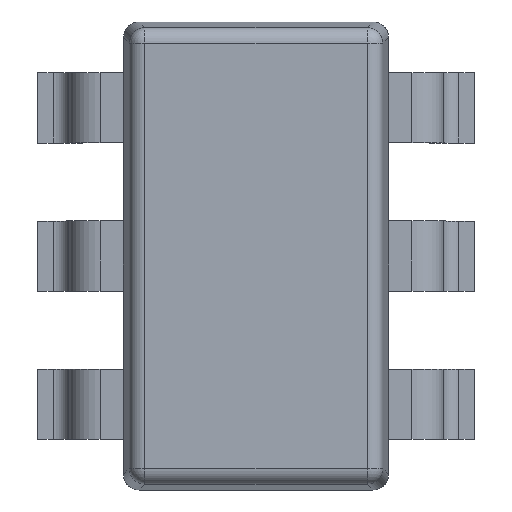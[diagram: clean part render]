
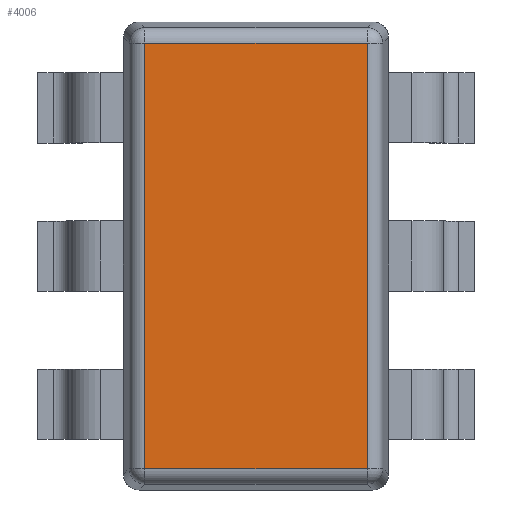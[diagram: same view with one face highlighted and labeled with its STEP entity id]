
A CAD part, top view. The second image highlights one B-rep face of the part: STEP entity #4006.
In plain terms, the highlighted planar face has unit normal (0, 0, 1).
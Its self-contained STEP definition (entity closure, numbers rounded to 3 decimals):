
#3215 = CYLINDRICAL_SURFACE('',#3216,0.1);
#3216 = AXIS2_PLACEMENT_3D('',#3217,#3218,#3219);
#3217 = CARTESIAN_POINT('',(0.137,0.047,0.9));
#3218 = DIRECTION('',(0.,1.,0.));
#3219 = DIRECTION('',(-0.995,0.,0.105));
#3336 = CYLINDRICAL_SURFACE('',#3337,0.1);
#3337 = AXIS2_PLACEMENT_3D('',#3338,#3339,#3340);
#3338 = CARTESIAN_POINT('',(0.047,0.137,0.9));
#3339 = DIRECTION('',(1.,0.,0.));
#3340 = DIRECTION('',(0.,-0.995,0.105));
#3457 = CYLINDRICAL_SURFACE('',#3458,0.1);
#3458 = AXIS2_PLACEMENT_3D('',#3459,#3460,#3461);
#3459 = CARTESIAN_POINT('',(0.047,2.863,0.9));
#3460 = DIRECTION('',(1.,0.,0.));
#3461 = DIRECTION('',(0.,0.995,0.105));
#3533 = CYLINDRICAL_SURFACE('',#3534,0.1);
#3534 = AXIS2_PLACEMENT_3D('',#3535,#3536,#3537);
#3535 = CARTESIAN_POINT('',(1.563,0.047,0.9));
#3536 = DIRECTION('',(0.,1.,0.));
#3537 = DIRECTION('',(0.995,0.,0.105));
#3641 = VERTEX_POINT('',#3642);
#3642 = CARTESIAN_POINT('',(0.137,0.137,1.));
#3670 = EDGE_CURVE('',#3641,#3671,#3673,.T.);
#3671 = VERTEX_POINT('',#3672);
#3672 = CARTESIAN_POINT('',(0.137,2.863,1.));
#3673 = SURFACE_CURVE('',#3674,(#3678,#3685),.PCURVE_S1.);
#3674 = LINE('',#3675,#3676);
#3675 = CARTESIAN_POINT('',(0.137,0.047,1.));
#3676 = VECTOR('',#3677,1.);
#3677 = DIRECTION('',(0.,1.,0.));
#3678 = PCURVE('',#3215,#3679);
#3679 = DEFINITIONAL_REPRESENTATION('',(#3680),#3684);
#3680 = LINE('',#3681,#3682);
#3681 = CARTESIAN_POINT('',(1.466,0.));
#3682 = VECTOR('',#3683,1.);
#3683 = DIRECTION('',(0.,1.));
#3684 = ( GEOMETRIC_REPRESENTATION_CONTEXT(2) 
PARAMETRIC_REPRESENTATION_CONTEXT() REPRESENTATION_CONTEXT('2D SPACE',''
  ) );
#3685 = PCURVE('',#3686,#3691);
#3686 = PLANE('',#3687);
#3687 = AXIS2_PLACEMENT_3D('',#3688,#3689,#3690);
#3688 = CARTESIAN_POINT('',(0.,0.,1.));
#3689 = DIRECTION('',(0.,0.,1.));
#3690 = DIRECTION('',(1.,0.,0.));
#3691 = DEFINITIONAL_REPRESENTATION('',(#3692),#3696);
#3692 = LINE('',#3693,#3694);
#3693 = CARTESIAN_POINT('',(0.137,0.047));
#3694 = VECTOR('',#3695,1.);
#3695 = DIRECTION('',(0.,1.));
#3696 = ( GEOMETRIC_REPRESENTATION_CONTEXT(2) 
PARAMETRIC_REPRESENTATION_CONTEXT() REPRESENTATION_CONTEXT('2D SPACE',''
  ) );
#3772 = EDGE_CURVE('',#3641,#3773,#3775,.T.);
#3773 = VERTEX_POINT('',#3774);
#3774 = CARTESIAN_POINT('',(1.563,0.137,1.));
#3775 = SURFACE_CURVE('',#3776,(#3780,#3787),.PCURVE_S1.);
#3776 = LINE('',#3777,#3778);
#3777 = CARTESIAN_POINT('',(0.047,0.137,1.));
#3778 = VECTOR('',#3779,1.);
#3779 = DIRECTION('',(1.,0.,0.));
#3780 = PCURVE('',#3336,#3781);
#3781 = DEFINITIONAL_REPRESENTATION('',(#3782),#3786);
#3782 = LINE('',#3783,#3784);
#3783 = CARTESIAN_POINT('',(-1.466,0.));
#3784 = VECTOR('',#3785,1.);
#3785 = DIRECTION('',(0.,1.));
#3786 = ( GEOMETRIC_REPRESENTATION_CONTEXT(2) 
PARAMETRIC_REPRESENTATION_CONTEXT() REPRESENTATION_CONTEXT('2D SPACE',''
  ) );
#3787 = PCURVE('',#3686,#3788);
#3788 = DEFINITIONAL_REPRESENTATION('',(#3789),#3793);
#3789 = LINE('',#3790,#3791);
#3790 = CARTESIAN_POINT('',(0.047,0.137));
#3791 = VECTOR('',#3792,1.);
#3792 = DIRECTION('',(1.,0.));
#3793 = ( GEOMETRIC_REPRESENTATION_CONTEXT(2) 
PARAMETRIC_REPRESENTATION_CONTEXT() REPRESENTATION_CONTEXT('2D SPACE',''
  ) );
#3878 = EDGE_CURVE('',#3671,#3879,#3881,.T.);
#3879 = VERTEX_POINT('',#3880);
#3880 = CARTESIAN_POINT('',(1.563,2.863,1.));
#3881 = SURFACE_CURVE('',#3882,(#3886,#3893),.PCURVE_S1.);
#3882 = LINE('',#3883,#3884);
#3883 = CARTESIAN_POINT('',(0.047,2.863,1.));
#3884 = VECTOR('',#3885,1.);
#3885 = DIRECTION('',(1.,0.,0.));
#3886 = PCURVE('',#3457,#3887);
#3887 = DEFINITIONAL_REPRESENTATION('',(#3888),#3892);
#3888 = LINE('',#3889,#3890);
#3889 = CARTESIAN_POINT('',(1.466,0.));
#3890 = VECTOR('',#3891,1.);
#3891 = DIRECTION('',(0.,1.));
#3892 = ( GEOMETRIC_REPRESENTATION_CONTEXT(2) 
PARAMETRIC_REPRESENTATION_CONTEXT() REPRESENTATION_CONTEXT('2D SPACE',''
  ) );
#3893 = PCURVE('',#3686,#3894);
#3894 = DEFINITIONAL_REPRESENTATION('',(#3895),#3899);
#3895 = LINE('',#3896,#3897);
#3896 = CARTESIAN_POINT('',(0.047,2.863));
#3897 = VECTOR('',#3898,1.);
#3898 = DIRECTION('',(1.,0.));
#3899 = ( GEOMETRIC_REPRESENTATION_CONTEXT(2) 
PARAMETRIC_REPRESENTATION_CONTEXT() REPRESENTATION_CONTEXT('2D SPACE',''
  ) );
#3954 = EDGE_CURVE('',#3773,#3879,#3955,.T.);
#3955 = SURFACE_CURVE('',#3956,(#3960,#3967),.PCURVE_S1.);
#3956 = LINE('',#3957,#3958);
#3957 = CARTESIAN_POINT('',(1.563,0.047,1.));
#3958 = VECTOR('',#3959,1.);
#3959 = DIRECTION('',(0.,1.,0.));
#3960 = PCURVE('',#3533,#3961);
#3961 = DEFINITIONAL_REPRESENTATION('',(#3962),#3966);
#3962 = LINE('',#3963,#3964);
#3963 = CARTESIAN_POINT('',(-1.466,0.));
#3964 = VECTOR('',#3965,1.);
#3965 = DIRECTION('',(0.,1.));
#3966 = ( GEOMETRIC_REPRESENTATION_CONTEXT(2) 
PARAMETRIC_REPRESENTATION_CONTEXT() REPRESENTATION_CONTEXT('2D SPACE',''
  ) );
#3967 = PCURVE('',#3686,#3968);
#3968 = DEFINITIONAL_REPRESENTATION('',(#3969),#3973);
#3969 = LINE('',#3970,#3971);
#3970 = CARTESIAN_POINT('',(1.563,0.047));
#3971 = VECTOR('',#3972,1.);
#3972 = DIRECTION('',(0.,1.));
#3973 = ( GEOMETRIC_REPRESENTATION_CONTEXT(2) 
PARAMETRIC_REPRESENTATION_CONTEXT() REPRESENTATION_CONTEXT('2D SPACE',''
  ) );
#4006 = ADVANCED_FACE('',(#4007),#3686,.T.);
#4007 = FACE_BOUND('',#4008,.T.);
#4008 = EDGE_LOOP('',(#4009,#4010,#4011,#4012));
#4009 = ORIENTED_EDGE('',*,*,#3670,.F.);
#4010 = ORIENTED_EDGE('',*,*,#3772,.T.);
#4011 = ORIENTED_EDGE('',*,*,#3954,.T.);
#4012 = ORIENTED_EDGE('',*,*,#3878,.F.);
